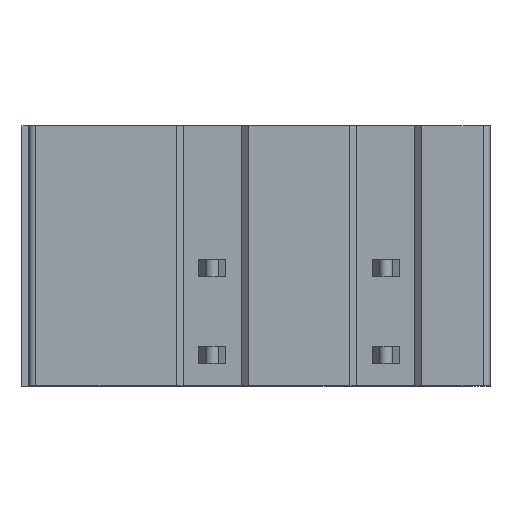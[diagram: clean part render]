
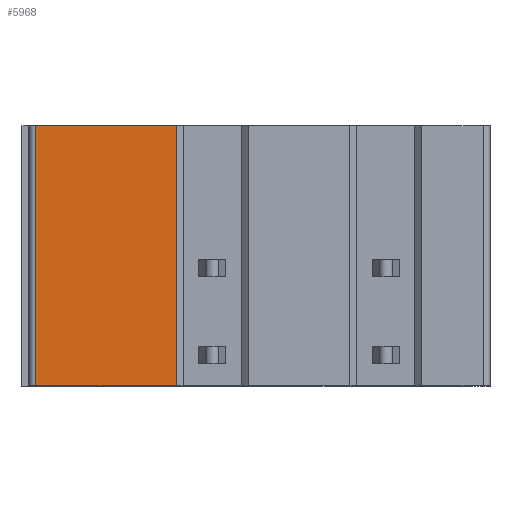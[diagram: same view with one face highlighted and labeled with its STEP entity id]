
A CAD part, top view. The second image highlights one B-rep face of the part: STEP entity #5968.
In plain terms, the highlighted planar face has unit normal (0, 0, 1).
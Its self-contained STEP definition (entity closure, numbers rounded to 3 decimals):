
#523=DIRECTION('',(1.,0.,0.));
#524=VECTOR('',#523,4.12);
#525=CARTESIAN_POINT('',(-13.3,-2.54,0.));
#526=LINE('',#525,#524);
#1512=DIRECTION('',(0.,1.,0.));
#1513=VECTOR('',#1512,7.62);
#1514=CARTESIAN_POINT('',(-13.3,-2.54,0.));
#1515=LINE('',#1514,#1513);
#1520=DIRECTION('',(0.,1.,0.));
#1521=VECTOR('',#1520,7.62);
#1522=CARTESIAN_POINT('',(-9.18,-2.54,0.));
#1523=LINE('',#1522,#1521);
#1603=DIRECTION('',(1.,0.,0.));
#1604=VECTOR('',#1603,4.12);
#1605=CARTESIAN_POINT('',(-13.3,5.08,0.));
#1606=LINE('',#1605,#1604);
#3285=CARTESIAN_POINT('',(-13.3,5.08,0.));
#3286=VERTEX_POINT('',#3285);
#3379=CARTESIAN_POINT('',(-9.18,5.08,0.));
#3380=VERTEX_POINT('',#3379);
#3449=CARTESIAN_POINT('',(-13.3,-2.54,0.));
#3450=VERTEX_POINT('',#3449);
#3493=CARTESIAN_POINT('',(-9.18,-2.54,0.));
#3494=VERTEX_POINT('',#3493);
#5954=CARTESIAN_POINT('',(-13.3,0.,0.));
#5955=DIRECTION('',(0.,0.,1.));
#5956=DIRECTION('',(1.,0.,0.));
#5957=AXIS2_PLACEMENT_3D('',#5954,#5955,#5956);
#5958=PLANE('',#5957);
#5960=ORIENTED_EDGE('',*,*,#5959,.F.);
#5961=ORIENTED_EDGE('',*,*,#4347,.F.);
#5963=ORIENTED_EDGE('',*,*,#5962,.T.);
#5965=ORIENTED_EDGE('',*,*,#5964,.T.);
#5966=EDGE_LOOP('',(#5960,#5961,#5963,#5965));
#5967=FACE_OUTER_BOUND('',#5966,.F.);
#4347=EDGE_CURVE('',#3450,#3494,#526,.T.);
#5959=EDGE_CURVE('',#3494,#3380,#1523,.T.);
#5962=EDGE_CURVE('',#3450,#3286,#1515,.T.);
#5964=EDGE_CURVE('',#3286,#3380,#1606,.T.);
#5968=ADVANCED_FACE('',(#5967),#5958,.T.);
